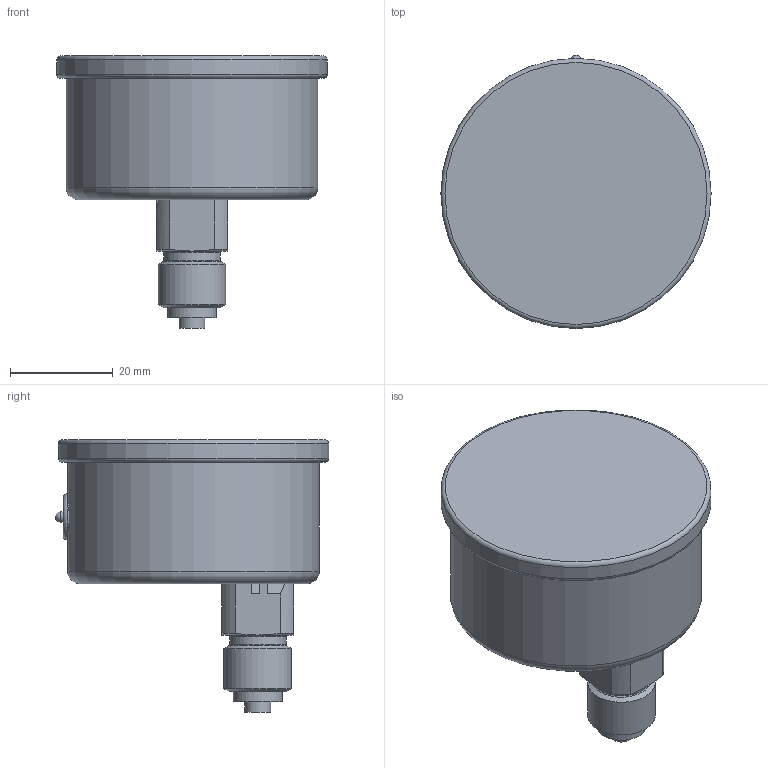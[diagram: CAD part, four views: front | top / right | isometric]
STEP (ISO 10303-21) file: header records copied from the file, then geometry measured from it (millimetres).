
FILE_DESCRIPTION(/* description */ (''),/* implementation_level */ '2;1');
FILE_NAME(/* name */ 'RF50Ch_D912_850XX912.stp',/* time_stamp */ '2018-01-25T13:16:54+01:00',/* author */ ('acgl'),/* organization */ (''),/* preprocessor_version */ 'ST-DEVELOPER v15.6',/* originating_system */ 'Autodesk Inventor 2015',/* authorisation */ '');
FILE_SCHEMA (('AUTOMOTIVE_DESIGN { 1 0 10303 214 3 1 1 }'));
Length unit declared in the file: centimetre
Products named in the file (1): RF50Ch_D912_850XX912
Bounding box: 52.6 x 53.2 x 53 mm (x, y, z)
Volume: 57300.5 mm3; surface area: 9562.7 mm2
Topology: 1 solids, 1 shells, 46 faces, 99 edges, 60 vertices
Faces by surface type: plane 17, cylinder 16, torus 6, cone 6, sphere 1
Full cylindrical faces by diameter (mm): 2 x1, 5 x1, 9 x1, 9.5 x1, 11 x1, 13.157 x1, 49 x1, 52.6 x1
Entity records: 1244 total; most frequent: CARTESIAN_POINT 238, DIRECTION 201, ORIENTED_EDGE 158, AXIS2_PLACEMENT_3D 88, EDGE_CURVE 77, EDGE_LOOP 69, VERTEX_POINT 56, STYLED_ITEM 47
